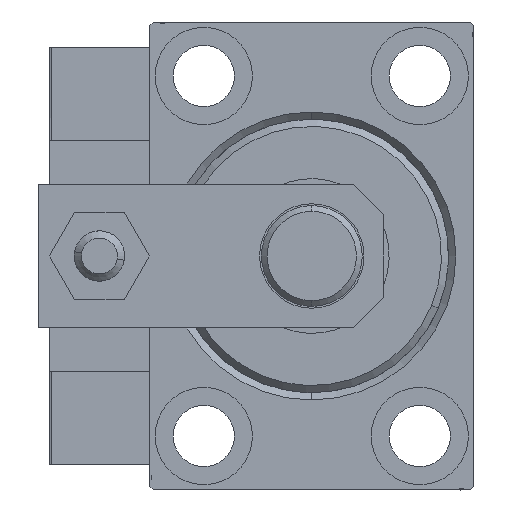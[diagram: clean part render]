
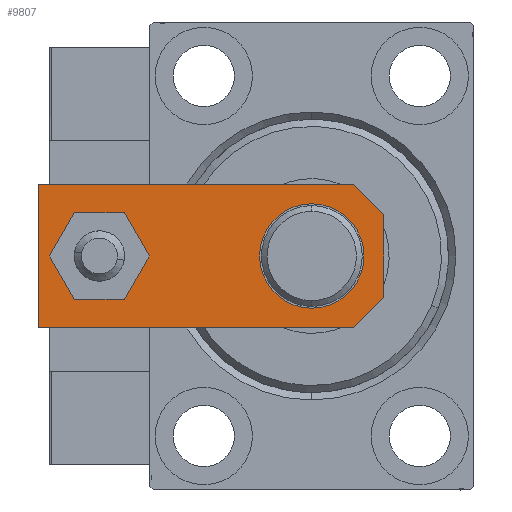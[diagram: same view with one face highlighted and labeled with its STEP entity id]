
A CAD part, left-side view. The second image highlights one B-rep face of the part: STEP entity #9807.
In plain terms, the highlighted face is planar.
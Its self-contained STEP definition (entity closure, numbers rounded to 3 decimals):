
#1373 = EDGE_LOOP ( 'NONE', ( #33394, #28806 ) ) ;
#2254 = DIRECTION ( 'NONE',  ( 1., 0., 0. ) ) ;
#2265 = CARTESIAN_POINT ( 'NONE',  ( 2.88, -2.88, 6. ) ) ;
#3054 = VERTEX_POINT ( 'NONE', #19421 ) ;
#3531 = VERTEX_POINT ( 'NONE', #7852 ) ;
#5443 = DIRECTION ( 'NONE',  ( 0., -1., 0. ) ) ;
#6297 = DIRECTION ( 'NONE',  ( 0., 0., 1. ) ) ;
#6666 = CIRCLE ( 'NONE', #18208, 7.25 ) ;
#6822 = DIRECTION ( 'NONE',  ( 0.707, -0.707, 0. ) ) ;
#7415 = ORIENTED_EDGE ( 'NONE', *, *, #35460, .F. ) ;
#7486 = EDGE_CURVE ( 'NONE', #44707, #11787, #15962, .T. ) ;
#7852 = CARTESIAN_POINT ( 'NONE',  ( 10., 48., 6. ) ) ;
#9300 = LINE ( 'NONE', #17052, #47185 ) ;
#9807 = ADVANCED_FACE ( 'NONE', ( #49449, #14053, #45565 ), #10184, .T. ) ;
#10054 = DIRECTION ( 'NONE',  ( -1., 0., 0. ) ) ;
#10184 = PLANE ( 'NONE',  #45758 ) ;
#11787 = VERTEX_POINT ( 'NONE', #50837 ) ;
#12591 = DIRECTION ( 'NONE',  ( 1., 0., 0. ) ) ;
#13236 = EDGE_CURVE ( 'NONE', #3531, #41785, #26582, .T. ) ;
#13388 = LINE ( 'NONE', #2265, #38119 ) ;
#13558 = CARTESIAN_POINT ( 'NONE',  ( -2.88, -2.88, 6. ) ) ;
#13626 = CARTESIAN_POINT ( 'NONE',  ( 10., 4.24, 6. ) ) ;
#14053 = FACE_OUTER_BOUND ( 'NONE', #35502, .T. ) ;
#15366 = VECTOR ( 'NONE', #6822, 1000. ) ;
#15482 = ORIENTED_EDGE ( 'NONE', *, *, #17673, .T. ) ;
#15556 = CIRCLE ( 'NONE', #19686, 7.25 ) ;
#15962 = CIRCLE ( 'NONE', #39097, 4. ) ;
#16556 = LINE ( 'NONE', #40337, #20742 ) ;
#17052 = CARTESIAN_POINT ( 'NONE',  ( 10., 0., 6. ) ) ;
#17126 = AXIS2_PLACEMENT_3D ( 'NONE', #35858, #47972, #47470 ) ;
#17199 = CARTESIAN_POINT ( 'NONE',  ( -10., 4.24, 6. ) ) ;
#17673 = EDGE_CURVE ( 'NONE', #22597, #36998, #25960, .T. ) ;
#18208 = AXIS2_PLACEMENT_3D ( 'NONE', #23578, #50211, #42717 ) ;
#19421 = CARTESIAN_POINT ( 'NONE',  ( -7.25, 10., 6. ) ) ;
#19686 = AXIS2_PLACEMENT_3D ( 'NONE', #37903, #49277, #2254 ) ;
#20433 = CARTESIAN_POINT ( 'NONE',  ( -5.76, 0., 6. ) ) ;
#20653 = CARTESIAN_POINT ( 'NONE',  ( -10., 0., 6. ) ) ;
#20742 = VECTOR ( 'NONE', #5443, 1000. ) ;
#21180 = EDGE_CURVE ( 'NONE', #11787, #44707, #36091, .T. ) ;
#22597 = VERTEX_POINT ( 'NONE', #17199 ) ;
#23578 = CARTESIAN_POINT ( 'NONE',  ( 0., 10., 6. ) ) ;
#25960 = LINE ( 'NONE', #13558, #15366 ) ;
#26582 = LINE ( 'NONE', #42349, #36655 ) ;
#27013 = EDGE_CURVE ( 'NONE', #3054, #40069, #15556, .T. ) ;
#27778 = VERTEX_POINT ( 'NONE', #13626 ) ;
#28059 = ORIENTED_EDGE ( 'NONE', *, *, #37972, .T. ) ;
#28306 = ORIENTED_EDGE ( 'NONE', *, *, #13236, .T. ) ;
#28806 = ORIENTED_EDGE ( 'NONE', *, *, #7486, .F. ) ;
#28902 = DIRECTION ( 'NONE',  ( 1., 0., 0. ) ) ;
#30722 = CARTESIAN_POINT ( 'NONE',  ( 5.76, 0., 6. ) ) ;
#31428 = EDGE_CURVE ( 'NONE', #36998, #40772, #44424, .T. ) ;
#32517 = DIRECTION ( 'NONE',  ( 0.707, 0.707, 0. ) ) ;
#32930 = VECTOR ( 'NONE', #28902, 1000. ) ;
#33394 = ORIENTED_EDGE ( 'NONE', *, *, #21180, .F. ) ;
#35133 = CARTESIAN_POINT ( 'NONE',  ( 4., 39.5, 6. ) ) ;
#35460 = EDGE_CURVE ( 'NONE', #40069, #3054, #6666, .T. ) ;
#35502 = EDGE_LOOP ( 'NONE', ( #28059, #15482, #48294, #37134, #47498, #28306 ) ) ;
#35858 = CARTESIAN_POINT ( 'NONE',  ( 0., 39.5, 6. ) ) ;
#36091 = CIRCLE ( 'NONE', #17126, 4. ) ;
#36314 = EDGE_LOOP ( 'NONE', ( #38471, #7415 ) ) ;
#36655 = VECTOR ( 'NONE', #10054, 1000. ) ;
#36874 = CARTESIAN_POINT ( 'NONE',  ( 0., 39.5, 6. ) ) ;
#36998 = VERTEX_POINT ( 'NONE', #20433 ) ;
#37077 = CARTESIAN_POINT ( 'NONE',  ( 7.25, 10., 6. ) ) ;
#37134 = ORIENTED_EDGE ( 'NONE', *, *, #42311, .T. ) ;
#37817 = DIRECTION ( 'NONE',  ( 1., 0., 0. ) ) ;
#37903 = CARTESIAN_POINT ( 'NONE',  ( 0., 10., 6. ) ) ;
#37972 = EDGE_CURVE ( 'NONE', #41785, #22597, #16556, .T. ) ;
#38119 = VECTOR ( 'NONE', #32517, 1000. ) ;
#38471 = ORIENTED_EDGE ( 'NONE', *, *, #27013, .F. ) ;
#38892 = EDGE_CURVE ( 'NONE', #27778, #3531, #9300, .T. ) ;
#39097 = AXIS2_PLACEMENT_3D ( 'NONE', #36874, #44126, #12591 ) ;
#40069 = VERTEX_POINT ( 'NONE', #37077 ) ;
#40337 = CARTESIAN_POINT ( 'NONE',  ( -10., 48., 6. ) ) ;
#40772 = VERTEX_POINT ( 'NONE', #30722 ) ;
#41703 = CARTESIAN_POINT ( 'NONE',  ( 0., 0., 6. ) ) ;
#41785 = VERTEX_POINT ( 'NONE', #50112 ) ;
#42311 = EDGE_CURVE ( 'NONE', #40772, #27778, #13388, .T. ) ;
#42349 = CARTESIAN_POINT ( 'NONE',  ( 10., 48., 6. ) ) ;
#42717 = DIRECTION ( 'NONE',  ( 1., 0., 0. ) ) ;
#44126 = DIRECTION ( 'NONE',  ( 0., 0., 1. ) ) ;
#44424 = LINE ( 'NONE', #20653, #32930 ) ;
#44707 = VERTEX_POINT ( 'NONE', #35133 ) ;
#45205 = DIRECTION ( 'NONE',  ( 0., 1., 0. ) ) ;
#45565 = FACE_BOUND ( 'NONE', #36314, .T. ) ;
#45758 = AXIS2_PLACEMENT_3D ( 'NONE', #41703, #6297, #37817 ) ;
#47185 = VECTOR ( 'NONE', #45205, 1000. ) ;
#47470 = DIRECTION ( 'NONE',  ( 1., 0., 0. ) ) ;
#47498 = ORIENTED_EDGE ( 'NONE', *, *, #38892, .T. ) ;
#47972 = DIRECTION ( 'NONE',  ( 0., 0., 1. ) ) ;
#48294 = ORIENTED_EDGE ( 'NONE', *, *, #31428, .T. ) ;
#49277 = DIRECTION ( 'NONE',  ( 0., 0., 1. ) ) ;
#49449 = FACE_BOUND ( 'NONE', #1373, .T. ) ;
#50112 = CARTESIAN_POINT ( 'NONE',  ( -10., 48., 6. ) ) ;
#50211 = DIRECTION ( 'NONE',  ( 0., 0., 1. ) ) ;
#50837 = CARTESIAN_POINT ( 'NONE',  ( -4., 39.5, 6. ) ) ;
